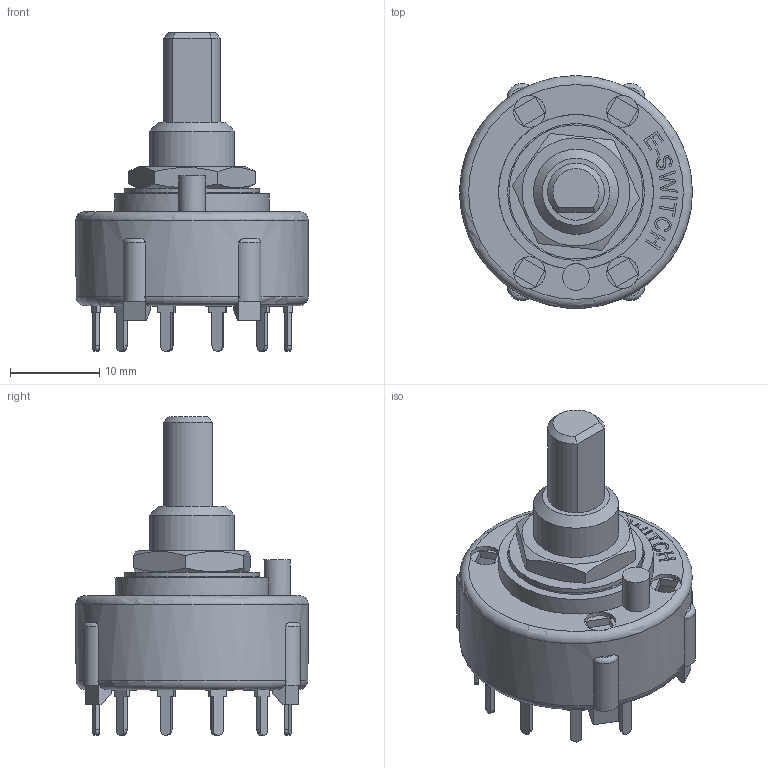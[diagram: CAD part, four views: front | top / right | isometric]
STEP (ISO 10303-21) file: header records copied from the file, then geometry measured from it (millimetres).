
FILE_DESCRIPTION(/* description */ (''),/* implementation_level */ '2;1');
FILE_NAME(/* name */ 'KC19A10.001xPx.stp',/* time_stamp */ '2025-03-13T15:44:29-05:00',/* author */ ('mwilliams'),/* organization */ (''),/* preprocessor_version */ 'ST-DEVELOPER v18.1',/* originating_system */ 'Autodesk Inventor 2022',/* authorisation */ '');
FILE_SCHEMA (('AUTOMOTIVE_DESIGN { 1 0 10303 214 3 1 1 }'));
Length unit declared in the file: inch
Products named in the file (1): 100129844_Simplify_1
Bounding box: 26 x 26 x 35.6 mm (x, y, z)
Volume: 3362.2 mm3; surface area: 4681.1 mm2
Topology: 1 solids, 1 shells, 693 faces, 1884 edges, 1222 vertices
Faces by surface type: plane 477, bspline 164, cylinder 35, torus 13, cone 4
Full cylindrical faces by diameter (mm): 3 x1, 3.55 x4, 9.5 x1, 15 x1, 15.3 x1, 24 x1, 26 x1
Entity records: 22796 total; most frequent: CARTESIAN_POINT 6292, ORIENTED_EDGE 3768, DIRECTION 2707, EDGE_CURVE 1884, LINE 1385, VECTOR 1385, VERTEX_POINT 1222, EDGE_LOOP 786
